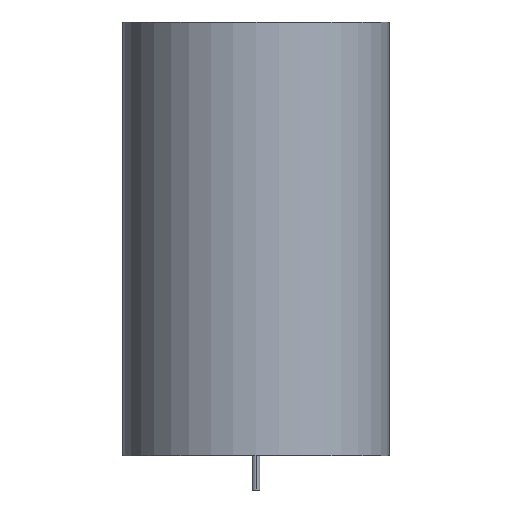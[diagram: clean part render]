
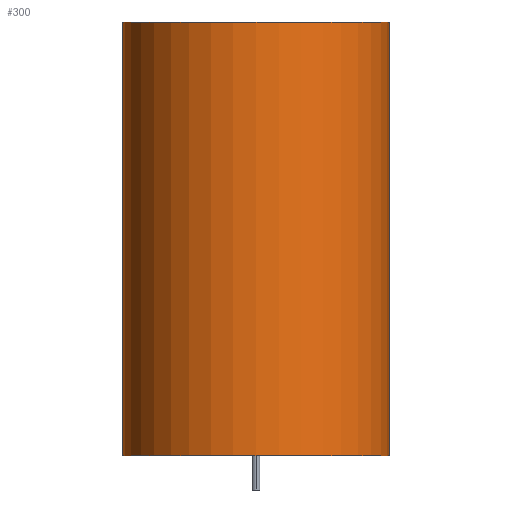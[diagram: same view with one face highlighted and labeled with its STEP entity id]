
A CAD part, left-side view. The second image highlights one B-rep face of the part: STEP entity #300.
In plain terms, the highlighted cylindrical face has radius 13.5 mm (diameter 27 mm), a partial arc.
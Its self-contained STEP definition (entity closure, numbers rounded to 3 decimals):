
#259=CARTESIAN_POINT('',(0.,0.,44.0));
#260=DIRECTION('',(0.,0.,-1.0));
#261=DIRECTION('',(0.0,1.0,0.0));
#262=AXIS2_PLACEMENT_3D('',#259,#260,#261);
#263=CYLINDRICAL_SURFACE('',#262,13.5);
#264=CARTESIAN_POINT('',(0.,13.5,0.0));
#265=VERTEX_POINT('',#264);
#266=CARTESIAN_POINT('',(0.,13.5,44.0));
#267=VERTEX_POINT('',#266);
#268=CARTESIAN_POINT('',(0.,13.5,0.0));
#269=DIRECTION('',(0.0,0.0,1.0));
#270=VECTOR('',#269,44.0);
#271=LINE('',#268,#270);
#272=EDGE_CURVE('',#265,#267,#271,.T.);
#273=ORIENTED_EDGE('',*,*,#272,.F.);
#274=CARTESIAN_POINT('',(0.,-13.5,0.));
#275=VERTEX_POINT('',#274);
#276=CARTESIAN_POINT('',(0.0,0.,0.0));
#277=DIRECTION('',(0.0,0.0,-1.0));
#278=DIRECTION('',(0.0,1.0,0.0));
#279=AXIS2_PLACEMENT_3D('',#276,#277,#278);
#280=CIRCLE('',#279,13.5);
#281=EDGE_CURVE('',#275,#265,#280,.T.);
#282=ORIENTED_EDGE('',*,*,#281,.F.);
#283=CARTESIAN_POINT('',(0.,-13.5,44.0));
#284=VERTEX_POINT('',#283);
#285=CARTESIAN_POINT('',(0.,-13.5,0.0));
#286=DIRECTION('',(0.0,0.0,1.0));
#287=VECTOR('',#286,44.0);
#288=LINE('',#285,#287);
#289=EDGE_CURVE('',#275,#284,#288,.T.);
#290=ORIENTED_EDGE('',*,*,#289,.T.);
#291=CARTESIAN_POINT('',(0.,0.,44.0));
#292=DIRECTION('',(0.0,0.0,1.0));
#293=DIRECTION('',(0.0,1.0,0.0));
#294=AXIS2_PLACEMENT_3D('',#291,#292,#293);
#295=CIRCLE('',#294,13.5);
#296=EDGE_CURVE('',#267,#284,#295,.T.);
#297=ORIENTED_EDGE('',*,*,#296,.F.);
#298=EDGE_LOOP('',(#273,#282,#290,#297));
#299=FACE_OUTER_BOUND('',#298,.T.);
#300=ADVANCED_FACE('',(#299),#263,.T.);
